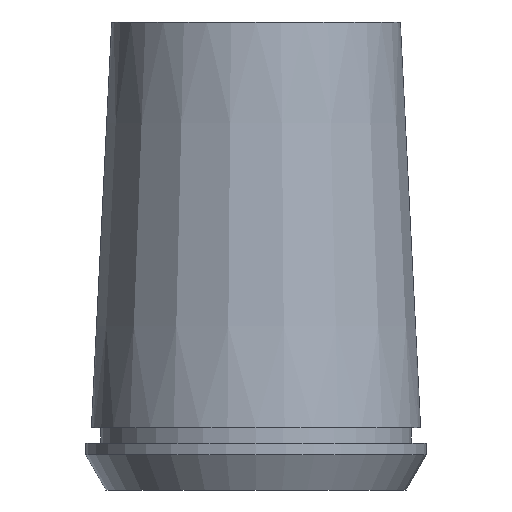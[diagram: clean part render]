
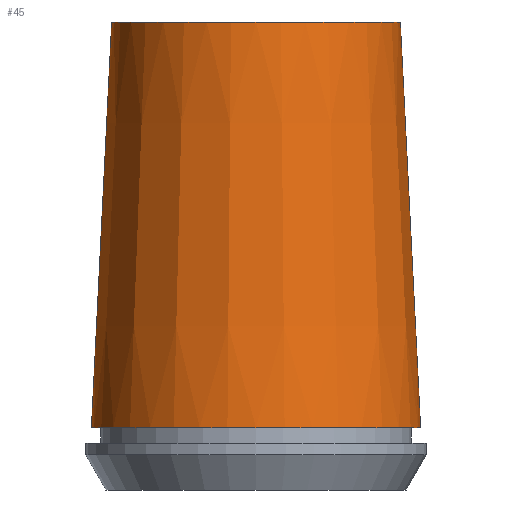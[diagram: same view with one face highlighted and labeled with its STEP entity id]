
A CAD part, front view. The second image highlights one B-rep face of the part: STEP entity #45.
In plain terms, the highlighted conical face has half-angle 2.862 degrees and reference radius 21.1 mm.
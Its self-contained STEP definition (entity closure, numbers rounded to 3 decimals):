
#33=CONICAL_SURFACE('',#170,21.1,2.862);
#45=ADVANCED_FACE('',(#66,#67),#33,.T.);
#66=FACE_BOUND('',#84,.T.);
#67=FACE_BOUND('',#85,.T.);
#84=EDGE_LOOP('',(#102));
#85=EDGE_LOOP('',(#103));
#102=ORIENTED_EDGE('',*,*,#114,.T.);
#103=ORIENTED_EDGE('',*,*,#121,.F.);
#105=VERTEX_POINT('',#222);
#112=VERTEX_POINT('',#243);
#114=EDGE_CURVE('',#105,#105,#123,.T.);
#121=EDGE_CURVE('',#112,#112,#130,.T.);
#123=CIRCLE('',#154,18.5);
#130=CIRCLE('',#168,21.1);
#154=AXIS2_PLACEMENT_3D('',#221,#181,#182);
#168=AXIS2_PLACEMENT_3D('',#242,#209,#210);
#170=AXIS2_PLACEMENT_3D('',#245,#213,#214);
#181=DIRECTION('',(0.,0.,-1.));
#182=DIRECTION('',(-1.,0.,0.));
#209=DIRECTION('',(0.,0.,-1.));
#210=DIRECTION('',(-1.,0.,0.));
#213=DIRECTION('',(0.,0.,-1.));
#214=DIRECTION('',(1.,0.,0.));
#221=CARTESIAN_POINT('',(0.,0.,47.));
#222=CARTESIAN_POINT('',(-18.5,0.,47.));
#242=CARTESIAN_POINT('',(0.,0.,-5.));
#243=CARTESIAN_POINT('',(-21.1,0.,-5.));
#245=CARTESIAN_POINT('',(0.,0.,-5.));
